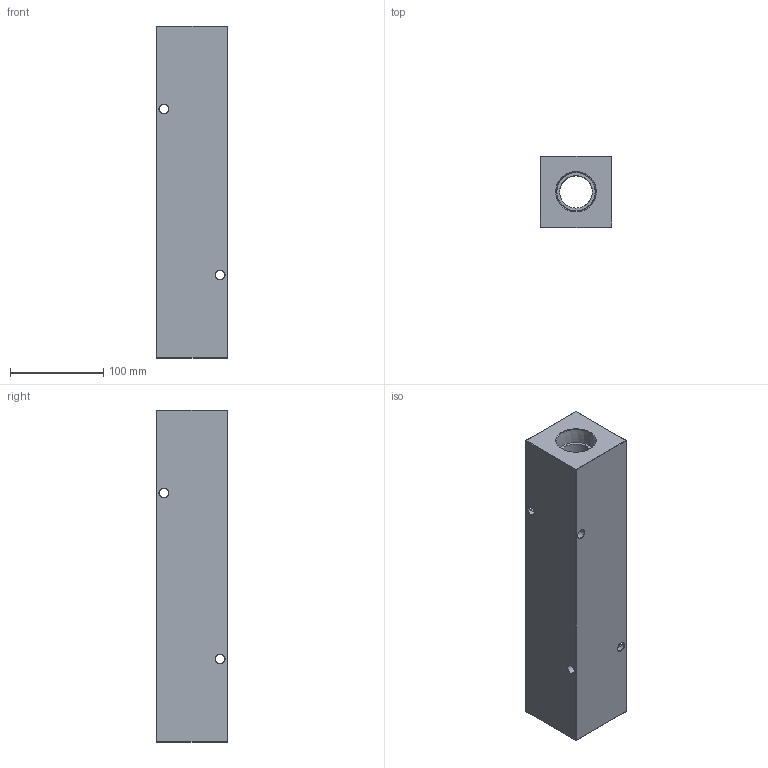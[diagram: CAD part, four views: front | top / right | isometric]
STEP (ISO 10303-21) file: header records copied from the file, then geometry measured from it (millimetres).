
FILE_DESCRIPTION (( 'STEP AP203' ), '1' );
FILE_NAME ('HM-4-90-P-20-16.STEP', '2020-11-06T17:29:33', ( '' ), ( '' ), 'SwSTEP 2.0', 'SolidWorks 2019', '' );
FILE_SCHEMA (( 'CONFIG_CONTROL_DESIGN' ));
Length unit declared in the file: inch
Products named in the file (1): HM-4-90-P-20-16
Bounding box: 76.2 x 76.2 x 355.6 mm (x, y, z)
Volume: 1544721.3 mm3; surface area: 173026.4 mm2
Topology: 1 solids, 1 shells, 529 faces, 1380 edges, 900 vertices
Faces by surface type: plane 263, bspline 192, cone 40, cylinder 34
Entity records: 26425 total; most frequent: CARTESIAN_POINT 14654, ORIENTED_EDGE 2760, DIRECTION 1728, EDGE_CURVE 1380, VERTEX_POINT 900, LINE 852, VECTOR 852, EDGE_LOOP 606
